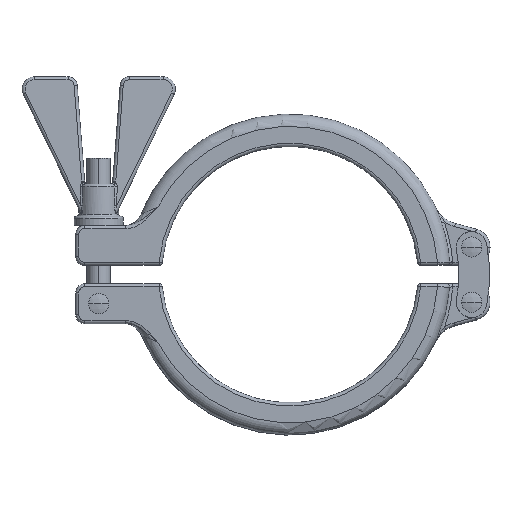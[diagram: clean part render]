
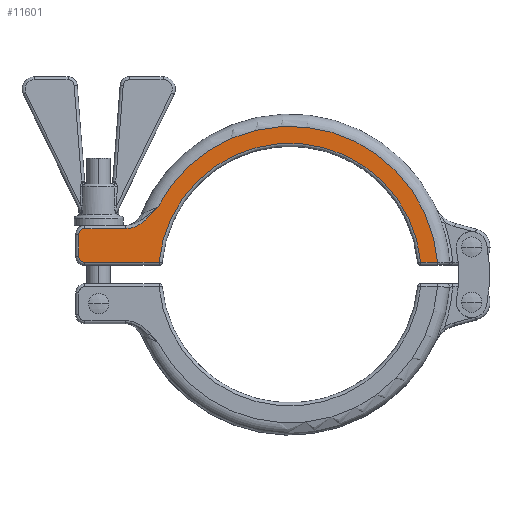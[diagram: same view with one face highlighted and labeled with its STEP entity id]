
A CAD part, top view. The second image highlights one B-rep face of the part: STEP entity #11601.
In plain terms, the highlighted planar face has unit normal (0, 0, 1).
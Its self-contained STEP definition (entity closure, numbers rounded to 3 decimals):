
#312 = B_SPLINE_CURVE_WITH_KNOTS ( 'NONE', 3,
 ( #5581, #10386, #479, #554, #13734, #15155, #4403, #14995, #11390, #11241, #8026, #9214, #13968, #6536, #2037, #5273 ),
 .UNSPECIFIED., .F., .F.,
 ( 4, 2, 2, 2, 2, 2, 2, 4 ),
 ( 0., 0.003, 0.006, 0.008, 0.01, 0.011, 0.011, 0.013 ),
 .UNSPECIFIED. ) ;
#424 = CARTESIAN_POINT ( 'NONE',  ( -68.85, 6., 8.5 ) ) ;
#479 = CARTESIAN_POINT ( 'NONE',  ( -44.492, 20.37, 8.5 ) ) ;
#501 = CARTESIAN_POINT ( 'NONE',  ( -66.85, 15., 8.5 ) ) ;
#520 = CARTESIAN_POINT ( 'NONE',  ( -66.85, 15., 8.5 ) ) ;
#554 = CARTESIAN_POINT ( 'NONE',  ( -45.968, 18.779, 8.5 ) ) ;
#611 = CARTESIAN_POINT ( 'NONE',  ( 42.663, 4., 8.5 ) ) ;
#657 = DIRECTION ( 'NONE',  ( 0., 0., 1. ) ) ;
#716 = VERTEX_POINT ( 'NONE', #7035 ) ;
#1321 = PLANE ( 'NONE',  #3793 ) ;
#1376 = DIRECTION ( 'NONE',  ( 0., -1., 0. ) ) ;
#1464 = DIRECTION ( 'NONE',  ( 1., 0., 0. ) ) ;
#1521 = CARTESIAN_POINT ( 'NONE',  ( -68.85, 13., 8.5 ) ) ;
#1689 = DIRECTION ( 'NONE',  ( 1., 0., 0. ) ) ;
#1865 = DIRECTION ( 'NONE',  ( 1., 0., 0. ) ) ;
#1927 = VERTEX_POINT ( 'NONE', #1521 ) ;
#2037 = CARTESIAN_POINT ( 'NONE',  ( -52.996, 15., 8.5 ) ) ;
#2223 = CIRCLE ( 'NONE', #7004, 2. ) ;
#2266 = DIRECTION ( 'NONE',  ( 0., 0., 1. ) ) ;
#2540 = LINE ( 'NONE', #8704, #8143 ) ;
#2623 = DIRECTION ( 'NONE',  ( 1., 0., 0. ) ) ;
#2998 = CARTESIAN_POINT ( 'NONE',  ( -66.85, 4., 8.5 ) ) ;
#3016 = ORIENTED_EDGE ( 'NONE', *, *, #13486, .T. ) ;
#3109 = EDGE_CURVE ( 'NONE', #13407, #5840, #8379, .T. ) ;
#3295 = ORIENTED_EDGE ( 'NONE', *, *, #3109, .T. ) ;
#3432 = ORIENTED_EDGE ( 'NONE', *, *, #8550, .T. ) ;
#3793 = AXIS2_PLACEMENT_3D ( 'NONE', #5177, #13252, #6129 ) ;
#3804 = LINE ( 'NONE', #6013, #4213 ) ;
#3906 = DIRECTION ( 'NONE',  ( -1., 0., 0. ) ) ;
#4213 = VECTOR ( 'NONE', #1376, 1000. ) ;
#4403 = CARTESIAN_POINT ( 'NONE',  ( -48.453, 16.663, 8.5 ) ) ;
#4552 = CARTESIAN_POINT ( 'NONE',  ( 48.184, 4., 8.5 ) ) ;
#4568 = DIRECTION ( 'NONE',  ( 0., 0., -1. ) ) ;
#4796 = VERTEX_POINT ( 'NONE', #9016 ) ;
#5010 = VERTEX_POINT ( 'NONE', #424 ) ;
#5177 = CARTESIAN_POINT ( 'NONE',  ( 0., 0., 8.5 ) ) ;
#5273 = CARTESIAN_POINT ( 'NONE',  ( -53.546, 15., 8.5 ) ) ;
#5533 = DIRECTION ( 'NONE',  ( 0., 0., 1. ) ) ;
#5548 = CIRCLE ( 'NONE', #14313, 2. ) ;
#5581 = CARTESIAN_POINT ( 'NONE',  ( -43.055, 22., 8.5 ) ) ;
#5719 = VERTEX_POINT ( 'NONE', #4552 ) ;
#5775 = CARTESIAN_POINT ( 'NONE',  ( -42.663, 4., 8.5 ) ) ;
#5788 = LINE ( 'NONE', #10589, #8918 ) ;
#5840 = VERTEX_POINT ( 'NONE', #611 ) ;
#6013 = CARTESIAN_POINT ( 'NONE',  ( -68.85, 6., 8.5 ) ) ;
#6018 = EDGE_CURVE ( 'NONE', #12582, #13407, #5788, .T. ) ;
#6020 = ORIENTED_EDGE ( 'NONE', *, *, #15488, .T. ) ;
#6129 = DIRECTION ( 'NONE',  ( 1., 0., 0. ) ) ;
#6150 = EDGE_CURVE ( 'NONE', #5719, #716, #12903, .T. ) ;
#6205 = FACE_OUTER_BOUND ( 'NONE', #13350, .T. ) ;
#6471 = ORIENTED_EDGE ( 'NONE', *, *, #6150, .T. ) ;
#6536 = CARTESIAN_POINT ( 'NONE',  ( -52.456, 15.058, 8.5 ) ) ;
#6904 = VECTOR ( 'NONE', #3906, 1000. ) ;
#7004 = AXIS2_PLACEMENT_3D ( 'NONE', #11728, #5533, #8138 ) ;
#7035 = CARTESIAN_POINT ( 'NONE',  ( -43.055, 22., 8.5 ) ) ;
#7078 = DIRECTION ( 'NONE',  ( 1., 0., 0. ) ) ;
#7182 = AXIS2_PLACEMENT_3D ( 'NONE', #13010, #657, #1464 ) ;
#7680 = CARTESIAN_POINT ( 'NONE',  ( 0., 0., 8.5 ) ) ;
#7760 = LINE ( 'NONE', #520, #6904 ) ;
#7857 = AXIS2_PLACEMENT_3D ( 'NONE', #7680, #4568, #1689 ) ;
#8026 = CARTESIAN_POINT ( 'NONE',  ( -50.876, 15.448, 8.5 ) ) ;
#8138 = DIRECTION ( 'NONE',  ( 1., 0., 0. ) ) ;
#8143 = VECTOR ( 'NONE', #2623, 1000. ) ;
#8370 = ORIENTED_EDGE ( 'NONE', *, *, #8930, .T. ) ;
#8379 = CIRCLE ( 'NONE', #7857, 42.85 ) ;
#8550 = EDGE_CURVE ( 'NONE', #1927, #5010, #3804, .T. ) ;
#8704 = CARTESIAN_POINT ( 'NONE',  ( 48.257, 4., 8.5 ) ) ;
#8918 = VECTOR ( 'NONE', #1865, 1000. ) ;
#8930 = EDGE_CURVE ( 'NONE', #12515, #1927, #2223, .T. ) ;
#9016 = CARTESIAN_POINT ( 'NONE',  ( -53.546, 15., 8.5 ) ) ;
#9214 = CARTESIAN_POINT ( 'NONE',  ( -51.397, 15.288, 8.5 ) ) ;
#9361 = CARTESIAN_POINT ( 'NONE',  ( -66.85, 6., 8.5 ) ) ;
#10386 = CARTESIAN_POINT ( 'NONE',  ( -43.779, 21.192, 8.5 ) ) ;
#10436 = ORIENTED_EDGE ( 'NONE', *, *, #6018, .T. ) ;
#10589 = CARTESIAN_POINT ( 'NONE',  ( -41.742, 4., 8.5 ) ) ;
#10688 = ORIENTED_EDGE ( 'NONE', *, *, #11545, .T. ) ;
#11241 = CARTESIAN_POINT ( 'NONE',  ( -50.616, 15.541, 8.5 ) ) ;
#11390 = CARTESIAN_POINT ( 'NONE',  ( -49.858, 15.85, 8.5 ) ) ;
#11472 = EDGE_CURVE ( 'NONE', #716, #4796, #312, .T. ) ;
#11545 = EDGE_CURVE ( 'NONE', #5010, #12582, #5548, .T. ) ;
#11601 = ADVANCED_FACE ( 'NONE', ( #6205 ), #1321, .T. ) ;
#11728 = CARTESIAN_POINT ( 'NONE',  ( -66.85, 13., 8.5 ) ) ;
#12048 = ORIENTED_EDGE ( 'NONE', *, *, #11472, .T. ) ;
#12515 = VERTEX_POINT ( 'NONE', #501 ) ;
#12582 = VERTEX_POINT ( 'NONE', #2998 ) ;
#12903 = CIRCLE ( 'NONE', #7182, 48.35 ) ;
#13010 = CARTESIAN_POINT ( 'NONE',  ( 0., 0., 8.5 ) ) ;
#13252 = DIRECTION ( 'NONE',  ( 0., 0., 1. ) ) ;
#13350 = EDGE_LOOP ( 'NONE', ( #6471, #12048, #6020, #8370, #3432, #10688, #10436, #3295, #3016 ) ) ;
#13407 = VERTEX_POINT ( 'NONE', #5775 ) ;
#13486 = EDGE_CURVE ( 'NONE', #5840, #5719, #2540, .T. ) ;
#13734 = CARTESIAN_POINT ( 'NONE',  ( -46.733, 18.009, 8.5 ) ) ;
#13968 = CARTESIAN_POINT ( 'NONE',  ( -51.66, 15.221, 8.5 ) ) ;
#14313 = AXIS2_PLACEMENT_3D ( 'NONE', #9361, #2266, #7078 ) ;
#14995 = CARTESIAN_POINT ( 'NONE',  ( -49.377, 16.098, 8.5 ) ) ;
#15155 = CARTESIAN_POINT ( 'NONE',  ( -48.01, 16.98, 8.5 ) ) ;
#15488 = EDGE_CURVE ( 'NONE', #4796, #12515, #7760, .T. ) ;
